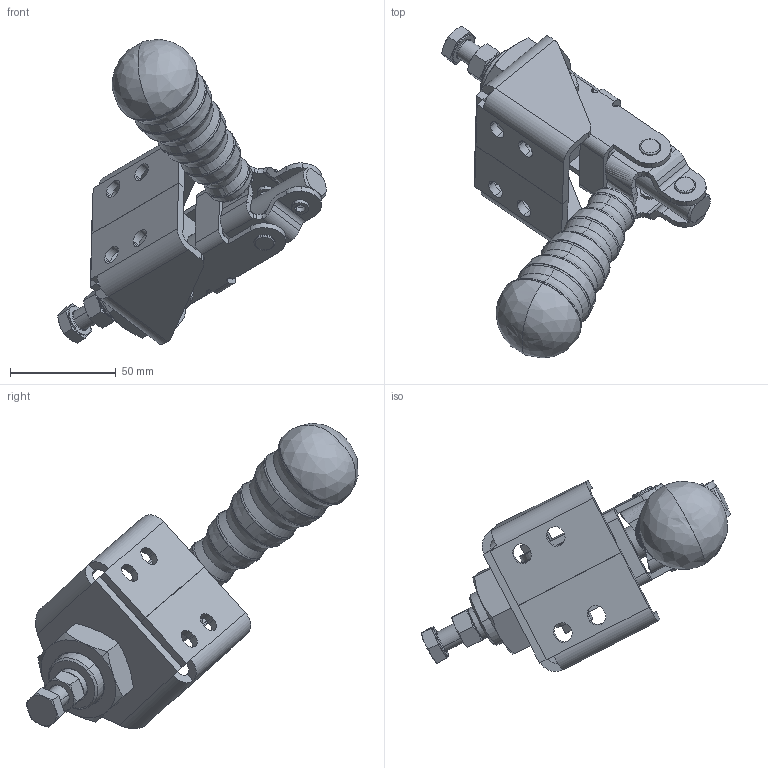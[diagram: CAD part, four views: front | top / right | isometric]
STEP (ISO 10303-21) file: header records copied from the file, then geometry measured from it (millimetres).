
FILE_DESCRIPTION((''),'2;1');
FILE_NAME('352-opened.stp','2005-09-28T08:44:52',('Kysilko'),(''),'Autodesk Inventor 8','Autodesk Inventor 8','');
FILE_SCHEMA(('AUTOMOTIVE_DESIGN { 1 0 10303 214 1 1 1 1 }'));
Length unit declared in the file: millimetre
Products named in the file (1): Part15
Bounding box: 127.03 x 157.11 x 144.58 mm (x, y, z)
Volume: 216804.2 mm3; surface area: 65243.8 mm2
Topology: 1 solids, 8 shells, 513 faces, 1306 edges, 810 vertices
Faces by surface type: plane 165, cylinder 117, bspline 103, cone 96, torus 32
Entity records: 18967 total; most frequent: CARTESIAN_POINT 6907, ORIENTED_EDGE 2592, DIRECTION 2504, EDGE_CURVE 1296, AXIS2_PLACEMENT_3D 950, VERTEX_POINT 810, VECTOR 604, LINE 604
